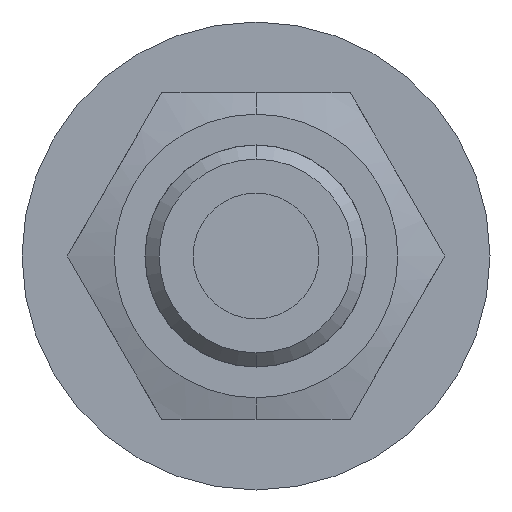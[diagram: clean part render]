
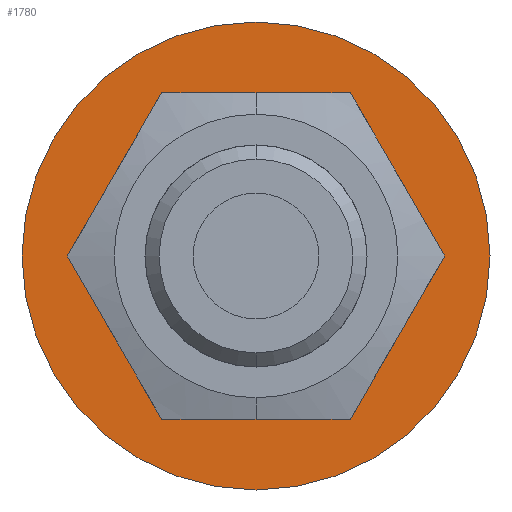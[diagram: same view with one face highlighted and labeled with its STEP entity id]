
A CAD part, front view. The second image highlights one B-rep face of the part: STEP entity #1780.
In plain terms, the highlighted planar face has unit normal (0, -1, 0).
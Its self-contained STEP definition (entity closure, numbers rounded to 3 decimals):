
#11 = AXIS2_PLACEMENT_3D ( 'NONE', #2000, #1209, #850 ) ;
#75 = EDGE_LOOP ( 'NONE', ( #2150, #741 ) ) ;
#88 = VERTEX_POINT ( 'NONE', #2027 ) ;
#186 = CARTESIAN_POINT ( 'NONE',  ( 0., -6., -8.5 ) ) ;
#302 = CARTESIAN_POINT ( 'NONE',  ( 0., -6., 0. ) ) ;
#353 = DIRECTION ( 'NONE',  ( 0., 1., 0. ) ) ;
#407 = EDGE_CURVE ( 'NONE', #1973, #584, #1948, .T. ) ;
#584 = VERTEX_POINT ( 'NONE', #1087 ) ;
#636 = CARTESIAN_POINT ( 'NONE',  ( 0., -6., 0. ) ) ;
#650 = CARTESIAN_POINT ( 'NONE',  ( 0., -6., -16.75 ) ) ;
#740 = PLANE ( 'NONE',  #2244 ) ;
#741 = ORIENTED_EDGE ( 'NONE', *, *, #2037, .T. ) ;
#850 = DIRECTION ( 'NONE',  ( 0., 0., 1. ) ) ;
#852 = EDGE_CURVE ( 'NONE', #584, #1973, #1957, .T. ) ;
#945 = DIRECTION ( 'NONE',  ( 0., 0., 1. ) ) ;
#1050 = AXIS2_PLACEMENT_3D ( 'NONE', #636, #2431, #2389 ) ;
#1076 = CARTESIAN_POINT ( 'NONE',  ( 0., -6., 0. ) ) ;
#1087 = CARTESIAN_POINT ( 'NONE',  ( 0., -6., 16.75 ) ) ;
#1209 = DIRECTION ( 'NONE',  ( 0., 1., 0. ) ) ;
#1301 = DIRECTION ( 'NONE',  ( 0., 1., 0. ) ) ;
#1318 = ORIENTED_EDGE ( 'NONE', *, *, #852, .F. ) ;
#1380 = ORIENTED_EDGE ( 'NONE', *, *, #407, .F. ) ;
#1428 = VERTEX_POINT ( 'NONE', #186 ) ;
#1591 = AXIS2_PLACEMENT_3D ( 'NONE', #1076, #353, #945 ) ;
#1634 = EDGE_CURVE ( 'NONE', #1428, #88, #2035, .T. ) ;
#1686 = FACE_BOUND ( 'NONE', #75, .T. ) ;
#1780 = ADVANCED_FACE ( 'NONE', ( #1905, #1686 ), #740, .F. ) ;
#1905 = FACE_OUTER_BOUND ( 'NONE', #2332, .T. ) ;
#1948 = CIRCLE ( 'NONE', #2526, 16.75 ) ;
#1957 = CIRCLE ( 'NONE', #1050, 16.75 ) ;
#1958 = DIRECTION ( 'NONE',  ( 0., 1., 0. ) ) ;
#1971 = CARTESIAN_POINT ( 'NONE',  ( 0., -6., 0. ) ) ;
#1973 = VERTEX_POINT ( 'NONE', #650 ) ;
#2000 = CARTESIAN_POINT ( 'NONE',  ( 0., -6., 0. ) ) ;
#2027 = CARTESIAN_POINT ( 'NONE',  ( 0., -6., 8.5 ) ) ;
#2035 = CIRCLE ( 'NONE', #1591, 8.5 ) ;
#2037 = EDGE_CURVE ( 'NONE', #88, #1428, #2211, .T. ) ;
#2150 = ORIENTED_EDGE ( 'NONE', *, *, #1634, .T. ) ;
#2211 = CIRCLE ( 'NONE', #11, 8.5 ) ;
#2244 = AXIS2_PLACEMENT_3D ( 'NONE', #302, #1301, #2276 ) ;
#2276 = DIRECTION ( 'NONE',  ( 0., 0., 1. ) ) ;
#2332 = EDGE_LOOP ( 'NONE', ( #1380, #1318 ) ) ;
#2359 = DIRECTION ( 'NONE',  ( 0., 0., 1. ) ) ;
#2389 = DIRECTION ( 'NONE',  ( 0., 0., 1. ) ) ;
#2431 = DIRECTION ( 'NONE',  ( 0., 1., 0. ) ) ;
#2526 = AXIS2_PLACEMENT_3D ( 'NONE', #1971, #1958, #2359 ) ;
